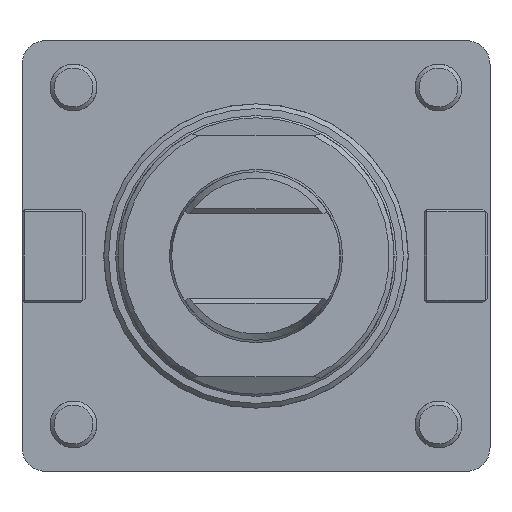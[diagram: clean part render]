
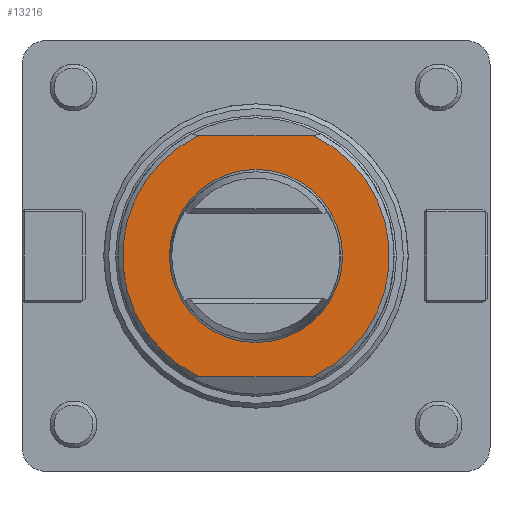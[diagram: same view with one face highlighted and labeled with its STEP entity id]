
A CAD part, front view. The second image highlights one B-rep face of the part: STEP entity #13216.
In plain terms, the highlighted planar face has unit normal (0, -1, 0).
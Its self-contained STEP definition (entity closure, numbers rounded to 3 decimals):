
#51 = EDGE_CURVE ( 'NONE', #2344, #13626, #5798, .T. ) ;
#348 = DIRECTION ( 'NONE',  ( -1., 0., 0. ) ) ;
#514 = VERTEX_POINT ( 'NONE', #20091 ) ;
#1118 = CARTESIAN_POINT ( 'NONE',  ( 12.217, 0., 25.749 ) ) ;
#1172 = CARTESIAN_POINT ( 'NONE',  ( 45., 0., -41. ) ) ;
#1311 = CARTESIAN_POINT ( 'NONE',  ( 0., 0., 0. ) ) ;
#2203 = DIRECTION ( 'NONE',  ( 0., 0., -1. ) ) ;
#2344 = VERTEX_POINT ( 'NONE', #13110 ) ;
#2512 = ORIENTED_EDGE ( 'NONE', *, *, #22337, .T. ) ;
#2653 = VERTEX_POINT ( 'NONE', #3773 ) ;
#3178 = FACE_BOUND ( 'NONE', #11702, .T. ) ;
#3408 = AXIS2_PLACEMENT_3D ( 'NONE', #1172, #15673, #21147 ) ;
#3773 = CARTESIAN_POINT ( 'NONE',  ( -12.217, 0., 25.749 ) ) ;
#4895 = CIRCLE ( 'NONE', #19307, 18.5 ) ;
#5033 = EDGE_CURVE ( 'NONE', #2653, #13626, #15306, .T. ) ;
#5798 = LINE ( 'NONE', #16363, #14269 ) ;
#6232 = AXIS2_PLACEMENT_3D ( 'NONE', #9726, #16936, #2203 ) ;
#7656 = DIRECTION ( 'NONE',  ( -1., 0., 0. ) ) ;
#7746 = VERTEX_POINT ( 'NONE', #1118 ) ;
#8880 = ORIENTED_EDGE ( 'NONE', *, *, #5033, .T. ) ;
#9726 = CARTESIAN_POINT ( 'NONE',  ( 0., 0., 0. ) ) ;
#9911 = LINE ( 'NONE', #20205, #20504 ) ;
#10481 = FACE_OUTER_BOUND ( 'NONE', #17412, .T. ) ;
#11702 = EDGE_LOOP ( 'NONE', ( #13280 ) ) ;
#12435 = CIRCLE ( 'NONE', #19213, 28.5 ) ;
#13110 = CARTESIAN_POINT ( 'NONE',  ( 12.217, 0., -25.749 ) ) ;
#13216 = ADVANCED_FACE ( 'Defeature completata3_25', ( #3178, #10481 ), #17454, .F. ) ;
#13280 = ORIENTED_EDGE ( 'NONE', *, *, #15602, .F. ) ;
#13365 = EDGE_CURVE ( 'NONE', #7746, #2653, #9911, .T. ) ;
#13626 = VERTEX_POINT ( 'NONE', #19382 ) ;
#14007 = DIRECTION ( 'NONE',  ( 0., 0., -1. ) ) ;
#14269 = VECTOR ( 'NONE', #348, 1000. ) ;
#15306 = CIRCLE ( 'NONE', #6232, 28.5 ) ;
#15602 = EDGE_CURVE ( 'NONE', #514, #514, #4895, .T. ) ;
#15673 = DIRECTION ( 'NONE',  ( 0., 1., 0. ) ) ;
#15958 = ORIENTED_EDGE ( 'NONE', *, *, #13365, .T. ) ;
#16104 = CARTESIAN_POINT ( 'NONE',  ( 0., 0., 0. ) ) ;
#16363 = CARTESIAN_POINT ( 'NONE',  ( 45., 0., -25.749 ) ) ;
#16936 = DIRECTION ( 'NONE',  ( 0., -1., 0. ) ) ;
#17412 = EDGE_LOOP ( 'NONE', ( #21742, #2512, #15958, #8880 ) ) ;
#17454 = PLANE ( 'NONE',  #3408 ) ;
#17701 = DIRECTION ( 'NONE',  ( 0., -1., 0. ) ) ;
#18007 = DIRECTION ( 'NONE',  ( 0., -1., 0. ) ) ;
#19213 = AXIS2_PLACEMENT_3D ( 'NONE', #16104, #18007, #14007 ) ;
#19307 = AXIS2_PLACEMENT_3D ( 'NONE', #1311, #17701, #21397 ) ;
#19382 = CARTESIAN_POINT ( 'NONE',  ( -12.217, 0., -25.749 ) ) ;
#20091 = CARTESIAN_POINT ( 'NONE',  ( 0., 0., 18.5 ) ) ;
#20205 = CARTESIAN_POINT ( 'NONE',  ( 45., 0., 25.749 ) ) ;
#20504 = VECTOR ( 'NONE', #7656, 1000. ) ;
#21147 = DIRECTION ( 'NONE',  ( 0., 0., 1. ) ) ;
#21397 = DIRECTION ( 'NONE',  ( 0., 0., 1. ) ) ;
#21742 = ORIENTED_EDGE ( 'NONE', *, *, #51, .F. ) ;
#22337 = EDGE_CURVE ( 'NONE', #2344, #7746, #12435, .T. ) ;
